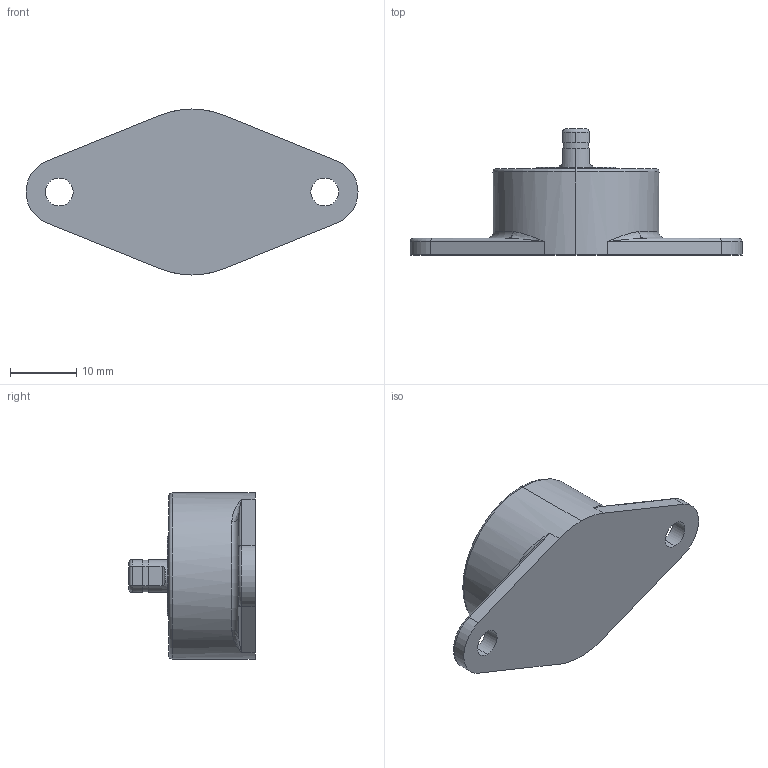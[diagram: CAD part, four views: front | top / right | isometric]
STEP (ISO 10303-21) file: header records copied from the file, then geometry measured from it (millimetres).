
FILE_DESCRIPTION (( 'STEP AP214' ), '1' );
FILE_NAME ('TM_351_0_5_LR.STEP', '2018-07-23T00:32:25', ( '' ), ( '' ), 'SwSTEP 2.0', 'SolidWorks 2015', '' );
FILE_SCHEMA (( 'AUTOMOTIVE_DESIGN' ));
Length unit declared in the file: millimetre
Products named in the file (1): TM_351_0_5_LR
Bounding box: 50 x 19 x 25 mm (x, y, z)
Surface area: 2824.7 mm2 (no closed solid volume)
Topology: 0 solids, 3 shells, 59 faces, 143 edges, 88 vertices
Faces by surface type: cylinder 26, plane 18, torus 9, bspline 4, cone 2
Entity records: 1980 total; most frequent: CARTESIAN_POINT 575, DIRECTION 298, ORIENTED_EDGE 274, EDGE_CURVE 139, AXIS2_PLACEMENT_3D 119, VERTEX_POINT 88, EDGE_LOOP 67, CIRCLE 63
